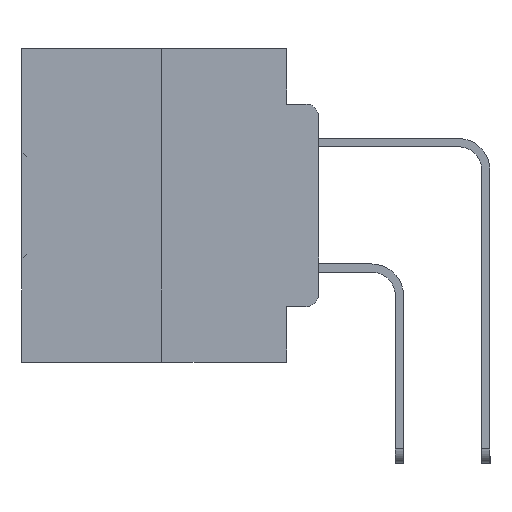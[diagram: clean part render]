
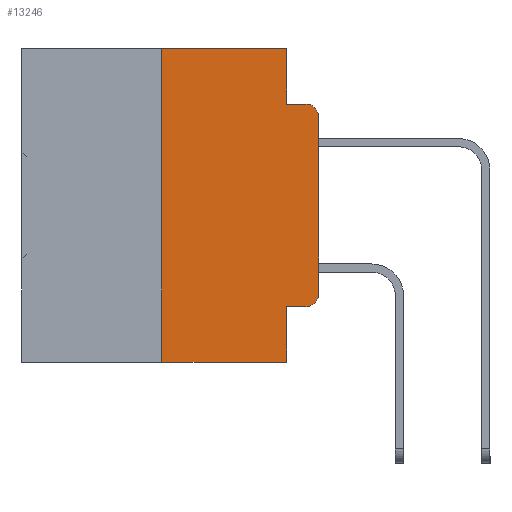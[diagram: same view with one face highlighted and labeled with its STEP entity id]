
A CAD part, left-side view. The second image highlights one B-rep face of the part: STEP entity #13246.
In plain terms, the highlighted planar face has unit normal (-1, 0, 0).
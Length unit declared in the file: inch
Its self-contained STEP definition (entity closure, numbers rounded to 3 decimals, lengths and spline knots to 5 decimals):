
#61 = VECTOR ( 'NONE', #13854, 39.37008 ) ;
#186 = VERTEX_POINT ( 'NONE', #20485 ) ;
#261 = ORIENTED_EDGE ( 'NONE', *, *, #23834, .F. ) ;
#333 = EDGE_CURVE ( 'NONE', #13815, #4425, #13625, .T. ) ;
#649 = VERTEX_POINT ( 'NONE', #7134 ) ;
#1183 = EDGE_CURVE ( 'NONE', #11371, #34422, #9730, .T. ) ;
#1343 = CARTESIAN_POINT ( 'NONE',  ( 0., 0.051, -0.0885 ) ) ;
#1569 = ORIENTED_EDGE ( 'NONE', *, *, #23593, .F. ) ;
#1664 = AXIS2_PLACEMENT_3D ( 'NONE', #2820, #21715, #5573 ) ;
#1774 = AXIS2_PLACEMENT_3D ( 'NONE', #10198, #28789, #12945 ) ;
#2299 = CARTESIAN_POINT ( 'NONE',  ( 0., 0.02, -0.4115 ) ) ;
#2420 = VECTOR ( 'NONE', #20627, 39.37008 ) ;
#2820 = CARTESIAN_POINT ( 'NONE',  ( 0., 0.02, -0.3915 ) ) ;
#2960 = CARTESIAN_POINT ( 'NONE',  ( 0., 0.25, 0. ) ) ;
#3285 = LINE ( 'NONE', #20519, #2420 ) ;
#3628 = AXIS2_PLACEMENT_3D ( 'NONE', #5836, #24617, #8617 ) ;
#4425 = VERTEX_POINT ( 'NONE', #34255 ) ;
#4784 = CARTESIAN_POINT ( 'NONE',  ( 0., 0.051, -0.4115 ) ) ;
#4897 = CARTESIAN_POINT ( 'NONE',  ( 0., 0.02, -0.0885 ) ) ;
#5573 = DIRECTION ( 'NONE',  ( 0., 0., -1. ) ) ;
#5613 = CARTESIAN_POINT ( 'NONE',  ( 0., 0.25, 0. ) ) ;
#5807 = ORIENTED_EDGE ( 'NONE', *, *, #11217, .T. ) ;
#5836 = CARTESIAN_POINT ( 'NONE',  ( 0., 0.473, 0. ) ) ;
#6345 = VECTOR ( 'NONE', #19438, 39.37008 ) ;
#6783 = DIRECTION ( 'NONE',  ( 0., -1., 0. ) ) ;
#7134 = CARTESIAN_POINT ( 'NONE',  ( 0., 0.25, -0.5 ) ) ;
#7978 = CARTESIAN_POINT ( 'NONE',  ( 0., 0.051, 0. ) ) ;
#8029 = CARTESIAN_POINT ( 'NONE',  ( 0., 0.051, 0. ) ) ;
#8462 = EDGE_CURVE ( 'NONE', #15766, #186, #33445, .T. ) ;
#8617 = DIRECTION ( 'NONE',  ( 0., 0., -1. ) ) ;
#8827 = ORIENTED_EDGE ( 'NONE', *, *, #28880, .T. ) ;
#9079 = CARTESIAN_POINT ( 'NONE',  ( 0., 0., -0.3915 ) ) ;
#9268 = ORIENTED_EDGE ( 'NONE', *, *, #28995, .T. ) ;
#9730 = LINE ( 'NONE', #8029, #29280 ) ;
#10198 = CARTESIAN_POINT ( 'NONE',  ( 0., 0.02, -0.1085 ) ) ;
#10542 = ORIENTED_EDGE ( 'NONE', *, *, #1183, .F. ) ;
#10772 = CIRCLE ( 'NONE', #1664, 0.02 ) ;
#11173 = LINE ( 'NONE', #4784, #17461 ) ;
#11217 = EDGE_CURVE ( 'NONE', #11371, #25251, #11173, .T. ) ;
#11371 = VERTEX_POINT ( 'NONE', #29449 ) ;
#11450 = FACE_OUTER_BOUND ( 'NONE', #15613, .T. ) ;
#12443 = VECTOR ( 'NONE', #6783, 39.37008 ) ;
#12945 = DIRECTION ( 'NONE',  ( 0., 0., -1. ) ) ;
#13071 = ORIENTED_EDGE ( 'NONE', *, *, #23354, .T. ) ;
#13246 = ADVANCED_FACE ( 'NONE', ( #11450 ), #21988, .F. ) ;
#13625 = LINE ( 'NONE', #22431, #6345 ) ;
#13815 = VERTEX_POINT ( 'NONE', #7978 ) ;
#13854 = DIRECTION ( 'NONE',  ( 0., 0., 1. ) ) ;
#14550 = LINE ( 'NONE', #5613, #61 ) ;
#14990 = CIRCLE ( 'NONE', #1774, 0.02 ) ;
#15613 = EDGE_LOOP ( 'NONE', ( #24670, #13071, #261, #18109, #33696, #1569, #8827, #10542, #5807, #9268 ) ) ;
#15766 = VERTEX_POINT ( 'NONE', #9079 ) ;
#15947 = CARTESIAN_POINT ( 'NONE',  ( 0., 0.473, -0.5 ) ) ;
#17461 = VECTOR ( 'NONE', #20964, 39.37008 ) ;
#18109 = ORIENTED_EDGE ( 'NONE', *, *, #333, .F. ) ;
#18587 = VERTEX_POINT ( 'NONE', #2960 ) ;
#18607 = DIRECTION ( 'NONE',  ( 0., -1., 0. ) ) ;
#19438 = DIRECTION ( 'NONE',  ( 0., 0., -1. ) ) ;
#19534 = LINE ( 'NONE', #1343, #12443 ) ;
#20447 = LINE ( 'NONE', #15947, #22070 ) ;
#20485 = CARTESIAN_POINT ( 'NONE',  ( 0., 0., -0.1085 ) ) ;
#20519 = CARTESIAN_POINT ( 'NONE',  ( 0., 0.473, 0. ) ) ;
#20627 = DIRECTION ( 'NONE',  ( 0., -1., 0. ) ) ;
#20964 = DIRECTION ( 'NONE',  ( 0., -1., 0. ) ) ;
#21715 = DIRECTION ( 'NONE',  ( -1., 0., 0. ) ) ;
#21988 = PLANE ( 'NONE',  #3628 ) ;
#22070 = VECTOR ( 'NONE', #18607, 39.37008 ) ;
#22431 = CARTESIAN_POINT ( 'NONE',  ( 0., 0.051, 0. ) ) ;
#22928 = DIRECTION ( 'NONE',  ( 0., 0., 1. ) ) ;
#23354 = EDGE_CURVE ( 'NONE', #186, #34224, #14990, .T. ) ;
#23593 = EDGE_CURVE ( 'NONE', #649, #18587, #14550, .T. ) ;
#23834 = EDGE_CURVE ( 'NONE', #4425, #34224, #19534, .T. ) ;
#24617 = DIRECTION ( 'NONE',  ( 1., 0., 0. ) ) ;
#24670 = ORIENTED_EDGE ( 'NONE', *, *, #8462, .T. ) ;
#25251 = VERTEX_POINT ( 'NONE', #2299 ) ;
#25731 = DIRECTION ( 'NONE',  ( 0., 0., -1. ) ) ;
#27277 = CARTESIAN_POINT ( 'NONE',  ( 0., 0.051, -0.5 ) ) ;
#28221 = CARTESIAN_POINT ( 'NONE',  ( 0., 0., 0. ) ) ;
#28789 = DIRECTION ( 'NONE',  ( -1., 0., 0. ) ) ;
#28880 = EDGE_CURVE ( 'NONE', #649, #34422, #20447, .T. ) ;
#28995 = EDGE_CURVE ( 'NONE', #25251, #15766, #10772, .T. ) ;
#29280 = VECTOR ( 'NONE', #25731, 39.37008 ) ;
#29449 = CARTESIAN_POINT ( 'NONE',  ( 0., 0.051, -0.4115 ) ) ;
#32364 = EDGE_CURVE ( 'NONE', #18587, #13815, #3285, .T. ) ;
#32632 = VECTOR ( 'NONE', #22928, 39.37008 ) ;
#33445 = LINE ( 'NONE', #28221, #32632 ) ;
#33696 = ORIENTED_EDGE ( 'NONE', *, *, #32364, .F. ) ;
#34224 = VERTEX_POINT ( 'NONE', #4897 ) ;
#34255 = CARTESIAN_POINT ( 'NONE',  ( 0., 0.051, -0.0885 ) ) ;
#34422 = VERTEX_POINT ( 'NONE', #27277 ) ;
